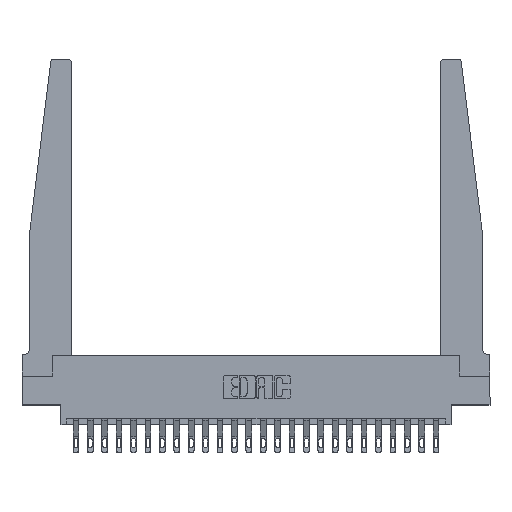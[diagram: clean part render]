
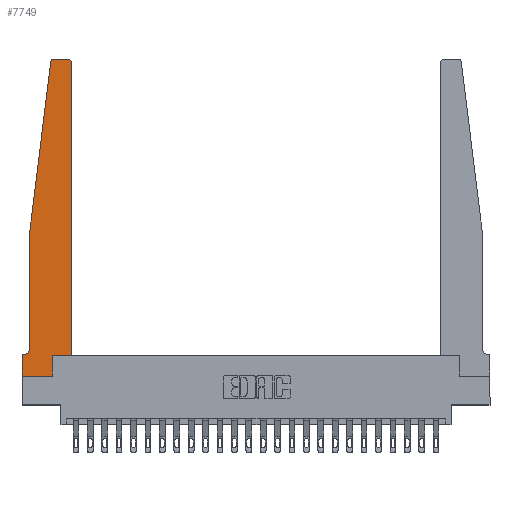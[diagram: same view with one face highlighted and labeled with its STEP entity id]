
A CAD part, top view. The second image highlights one B-rep face of the part: STEP entity #7749.
In plain terms, the highlighted planar face has unit normal (0, 0, 1).
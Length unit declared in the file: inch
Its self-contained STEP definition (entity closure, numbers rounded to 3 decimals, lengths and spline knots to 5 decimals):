
#284 = DIRECTION ( 'NONE',  ( 0., -1., 0. ) ) ;
#474 = DIRECTION ( 'NONE',  ( 0., 0., 1. ) ) ;
#742 = CARTESIAN_POINT ( 'NONE',  ( 0.27653, 2.75, 0.37 ) ) ;
#771 = DIRECTION ( 'NONE',  ( 0., 0., -1. ) ) ;
#872 = VERTEX_POINT ( 'NONE', #742 ) ;
#896 = ORIENTED_EDGE ( 'NONE', *, *, #19661, .T. ) ;
#995 = CARTESIAN_POINT ( 'NONE',  ( 0.065, 0.2375, 0.37 ) ) ;
#1485 = VECTOR ( 'NONE', #6304, 39.37008 ) ;
#1493 = ORIENTED_EDGE ( 'NONE', *, *, #11363, .T. ) ;
#1658 = AXIS2_PLACEMENT_3D ( 'NONE', #9799, #22873, #11691 ) ;
#1936 = CARTESIAN_POINT ( 'NONE',  ( 0.425, 0.18, 0.37 ) ) ;
#2246 = CARTESIAN_POINT ( 'NONE',  ( 0.395, 2.75, 0.37 ) ) ;
#2299 = LINE ( 'NONE', #10838, #6698 ) ;
#2400 = ORIENTED_EDGE ( 'NONE', *, *, #11506, .T. ) ;
#2575 = DIRECTION ( 'NONE',  ( 0., 0., 1. ) ) ;
#2936 = DIRECTION ( 'NONE',  ( -1., 0., 0. ) ) ;
#2953 = AXIS2_PLACEMENT_3D ( 'NONE', #13919, #2575, #15789 ) ;
#3423 = DIRECTION ( 'NONE',  ( -1., 0., 0. ) ) ;
#3596 = ORIENTED_EDGE ( 'NONE', *, *, #10231, .T. ) ;
#3915 = VERTEX_POINT ( 'NONE', #2246 ) ;
#4100 = CARTESIAN_POINT ( 'NONE',  ( 0.425, 0.18, 0.37 ) ) ;
#4117 = CARTESIAN_POINT ( 'NONE',  ( 0.425, 2.72, 0.37 ) ) ;
#4168 = CIRCLE ( 'NONE', #14633, 0.05 ) ;
#4239 = CARTESIAN_POINT ( 'NONE',  ( 0., 0., 0.37 ) ) ;
#4359 = VERTEX_POINT ( 'NONE', #1936 ) ;
#4438 = LINE ( 'NONE', #10844, #23804 ) ;
#4764 = ORIENTED_EDGE ( 'NONE', *, *, #14330, .T. ) ;
#4869 = VERTEX_POINT ( 'NONE', #8982 ) ;
#5368 = ORIENTED_EDGE ( 'NONE', *, *, #12466, .T. ) ;
#5574 = VECTOR ( 'NONE', #5984, 39.37008 ) ;
#5926 = LINE ( 'NONE', #23192, #20346 ) ;
#5984 = DIRECTION ( 'NONE',  ( 0., 1., 0. ) ) ;
#6304 = DIRECTION ( 'NONE',  ( 1., 0., 0. ) ) ;
#6698 = VECTOR ( 'NONE', #23888, 39.37008 ) ;
#6805 = ORIENTED_EDGE ( 'NONE', *, *, #15253, .T. ) ;
#7021 = VERTEX_POINT ( 'NONE', #4117 ) ;
#7102 = LINE ( 'NONE', #21276, #1485 ) ;
#7749 = ADVANCED_FACE ( 'NONE', ( #22506 ), #8029, .T. ) ;
#8026 = ORIENTED_EDGE ( 'NONE', *, *, #17133, .T. ) ;
#8029 = PLANE ( 'NONE',  #17884 ) ;
#8152 = VECTOR ( 'NONE', #18035, 39.37008 ) ;
#8163 = VECTOR ( 'NONE', #284, 39.37008 ) ;
#8279 = CIRCLE ( 'NONE', #1658, 0.03 ) ;
#8982 = CARTESIAN_POINT ( 'NONE',  ( 0.015, 0.1875, 0.37 ) ) ;
#9156 = CARTESIAN_POINT ( 'NONE',  ( 0.25, 2.75, 0.37 ) ) ;
#9799 = CARTESIAN_POINT ( 'NONE',  ( 0.395, 2.72, 0.37 ) ) ;
#10231 = EDGE_CURVE ( 'NONE', #17646, #4869, #4168, .T. ) ;
#10838 = CARTESIAN_POINT ( 'NONE',  ( 0.2605, 0.18, 0.37 ) ) ;
#10844 = CARTESIAN_POINT ( 'NONE',  ( 0.065, 1.25, 0.37 ) ) ;
#11363 = EDGE_CURVE ( 'NONE', #4359, #7021, #20593, .T. ) ;
#11409 = CARTESIAN_POINT ( 'NONE',  ( 0.24675, 2.72367, 0.37 ) ) ;
#11506 = EDGE_CURVE ( 'NONE', #872, #13424, #12105, .T. ) ;
#11683 = CARTESIAN_POINT ( 'NONE',  ( 0., 0., 0.37 ) ) ;
#11691 = DIRECTION ( 'NONE',  ( 1., 0., 0. ) ) ;
#11880 = CARTESIAN_POINT ( 'NONE',  ( 0., 0.1875, 0.37 ) ) ;
#12011 = VERTEX_POINT ( 'NONE', #17258 ) ;
#12105 = CIRCLE ( 'NONE', #2953, 0.03 ) ;
#12173 = CARTESIAN_POINT ( 'NONE',  ( 0.015, 0.2375, 0.37 ) ) ;
#12181 = VERTEX_POINT ( 'NONE', #13887 ) ;
#12255 = CARTESIAN_POINT ( 'NONE',  ( 0.2605, 0., 0.37 ) ) ;
#12269 = VERTEX_POINT ( 'NONE', #12255 ) ;
#12466 = EDGE_CURVE ( 'NONE', #12269, #12181, #2299, .T. ) ;
#13076 = EDGE_CURVE ( 'NONE', #4869, #18605, #23161, .T. ) ;
#13201 = LINE ( 'NONE', #16149, #8152 ) ;
#13424 = VERTEX_POINT ( 'NONE', #11409 ) ;
#13671 = ORIENTED_EDGE ( 'NONE', *, *, #13076, .T. ) ;
#13756 = DIRECTION ( 'NONE',  ( 1., 0., 0. ) ) ;
#13887 = CARTESIAN_POINT ( 'NONE',  ( 0.2605, 0.18, 0.37 ) ) ;
#13894 = DIRECTION ( 'NONE',  ( 1., 0., 0. ) ) ;
#13919 = CARTESIAN_POINT ( 'NONE',  ( 0.27653, 2.72, 0.37 ) ) ;
#14043 = DIRECTION ( 'NONE',  ( -1., 0., 0. ) ) ;
#14274 = CARTESIAN_POINT ( 'NONE',  ( 0.065, 0.1875, 0.37 ) ) ;
#14282 = VERTEX_POINT ( 'NONE', #4239 ) ;
#14330 = EDGE_CURVE ( 'NONE', #14282, #12269, #5926, .T. ) ;
#14465 = CARTESIAN_POINT ( 'NONE',  ( 0., 0.1875, 0.37 ) ) ;
#14612 = EDGE_CURVE ( 'NONE', #13424, #12011, #4438, .T. ) ;
#14613 = DIRECTION ( 'NONE',  ( -0.122, -0.992, 0. ) ) ;
#14633 = AXIS2_PLACEMENT_3D ( 'NONE', #12173, #771, #14043 ) ;
#15253 = EDGE_CURVE ( 'NONE', #3915, #872, #20886, .T. ) ;
#15789 = DIRECTION ( 'NONE',  ( 1., 0., 0. ) ) ;
#16149 = CARTESIAN_POINT ( 'NONE',  ( 0.065, 1.25, 0.37 ) ) ;
#16581 = ORIENTED_EDGE ( 'NONE', *, *, #20742, .T. ) ;
#17133 = EDGE_CURVE ( 'NONE', #12011, #17646, #13201, .T. ) ;
#17258 = CARTESIAN_POINT ( 'NONE',  ( 0.065, 1.25, 0.37 ) ) ;
#17466 = ORIENTED_EDGE ( 'NONE', *, *, #14612, .T. ) ;
#17646 = VERTEX_POINT ( 'NONE', #995 ) ;
#17884 = AXIS2_PLACEMENT_3D ( 'NONE', #11880, #474, #13756 ) ;
#18035 = DIRECTION ( 'NONE',  ( 0., -1., 0. ) ) ;
#18181 = LINE ( 'NONE', #11683, #8163 ) ;
#18605 = VERTEX_POINT ( 'NONE', #14465 ) ;
#18667 = EDGE_LOOP ( 'NONE', ( #6805, #2400, #17466, #8026, #3596, #13671, #19233, #4764, #5368, #896, #1493, #16581 ) ) ;
#18812 = VECTOR ( 'NONE', #2936, 39.37008 ) ;
#19233 = ORIENTED_EDGE ( 'NONE', *, *, #23661, .T. ) ;
#19661 = EDGE_CURVE ( 'NONE', #12181, #4359, #7102, .T. ) ;
#20294 = VECTOR ( 'NONE', #3423, 39.37008 ) ;
#20346 = VECTOR ( 'NONE', #13894, 39.37008 ) ;
#20593 = LINE ( 'NONE', #4100, #5574 ) ;
#20742 = EDGE_CURVE ( 'NONE', #7021, #3915, #8279, .T. ) ;
#20886 = LINE ( 'NONE', #9156, #20294 ) ;
#21276 = CARTESIAN_POINT ( 'NONE',  ( 0.425, 0.18, 0.37 ) ) ;
#22506 = FACE_OUTER_BOUND ( 'NONE', #18667, .T. ) ;
#22873 = DIRECTION ( 'NONE',  ( 0., 0., 1. ) ) ;
#23161 = LINE ( 'NONE', #14274, #18812 ) ;
#23192 = CARTESIAN_POINT ( 'NONE',  ( 0., 0., 0.37 ) ) ;
#23661 = EDGE_CURVE ( 'NONE', #18605, #14282, #18181, .T. ) ;
#23804 = VECTOR ( 'NONE', #14613, 39.37008 ) ;
#23888 = DIRECTION ( 'NONE',  ( 0., 1., 0. ) ) ;
